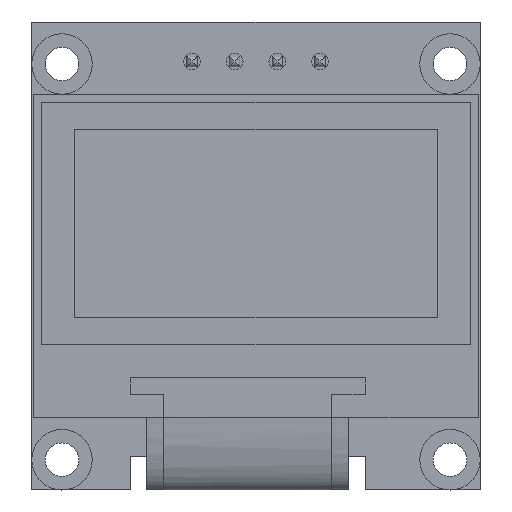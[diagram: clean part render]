
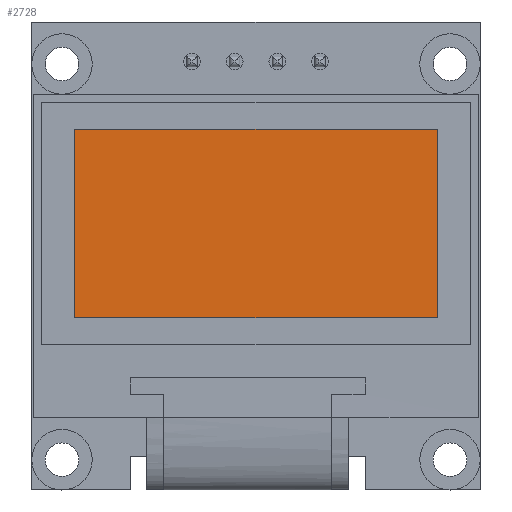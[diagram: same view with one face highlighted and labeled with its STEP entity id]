
A CAD part, top view. The second image highlights one B-rep face of the part: STEP entity #2728.
In plain terms, the highlighted planar face has unit normal (0, 0, 1).
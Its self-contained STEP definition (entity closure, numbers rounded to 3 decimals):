
#2638 = VERTEX_POINT('',#2639);
#2639 = CARTESIAN_POINT('',(-23.55,-8.054,1.265));
#2645 = EDGE_CURVE('',#2646,#2638,#2648,.T.);
#2646 = VERTEX_POINT('',#2647);
#2647 = CARTESIAN_POINT('',(-45.11,-8.054,1.265));
#2648 = LINE('',#2649,#2650);
#2649 = CARTESIAN_POINT('',(-45.11,-8.054,1.265));
#2650 = VECTOR('',#2651,1.);
#2651 = DIRECTION('',(1.,0.,-0.));
#2669 = VERTEX_POINT('',#2670);
#2670 = CARTESIAN_POINT('',(-23.55,3.166,1.265));
#2676 = EDGE_CURVE('',#2638,#2669,#2677,.T.);
#2677 = LINE('',#2678,#2679);
#2678 = CARTESIAN_POINT('',(-23.55,3.166,1.265));
#2679 = VECTOR('',#2680,1.);
#2680 = DIRECTION('',(0.,1.,-0.));
#2693 = VERTEX_POINT('',#2694);
#2694 = CARTESIAN_POINT('',(-45.11,3.166,1.265));
#2700 = EDGE_CURVE('',#2669,#2693,#2701,.T.);
#2701 = LINE('',#2702,#2703);
#2702 = CARTESIAN_POINT('',(-45.11,3.166,1.265));
#2703 = VECTOR('',#2704,1.);
#2704 = DIRECTION('',(-1.,-0.,-0.));
#2717 = EDGE_CURVE('',#2693,#2646,#2718,.T.);
#2718 = LINE('',#2719,#2720);
#2719 = CARTESIAN_POINT('',(-45.11,3.166,1.265));
#2720 = VECTOR('',#2721,1.);
#2721 = DIRECTION('',(-0.,-1.,-0.));
#2728 = ADVANCED_FACE('',(#2729),#2735,.T.);
#2729 = FACE_BOUND('',#2730,.T.);
#2730 = EDGE_LOOP('',(#2731,#2732,#2733,#2734));
#2731 = ORIENTED_EDGE('',*,*,#2676,.T.);
#2732 = ORIENTED_EDGE('',*,*,#2700,.T.);
#2733 = ORIENTED_EDGE('',*,*,#2717,.T.);
#2734 = ORIENTED_EDGE('',*,*,#2645,.T.);
#2735 = PLANE('',#2736);
#2736 = AXIS2_PLACEMENT_3D('',#2737,#2738,#2739);
#2737 = CARTESIAN_POINT('',(-34.33,-3.004,1.265));
#2738 = DIRECTION('',(0.,0.,1.));
#2739 = DIRECTION('',(1.,0.,-0.));
